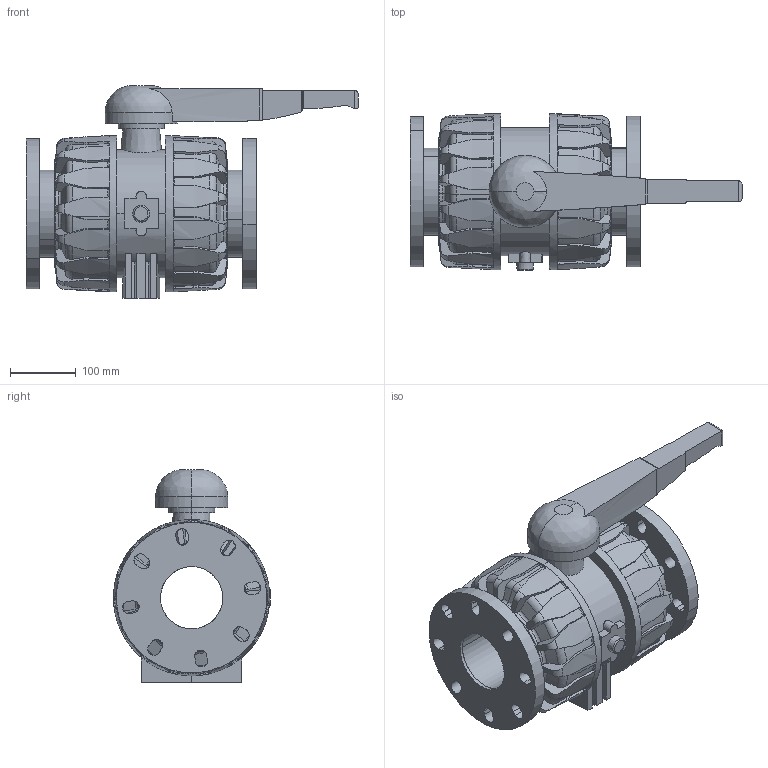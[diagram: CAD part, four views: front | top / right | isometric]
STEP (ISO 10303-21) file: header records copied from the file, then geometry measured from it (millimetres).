
FILE_DESCRIPTION(('STEP AP214'),'1');
FILE_NAME('vkdom110e.stp','2018-03-06T12:22:53',('TraceParts'),('TraceParts S.A.'),'Spatial InterOp 3D',' ',' ');
FILE_SCHEMA(('automotive_design'));
Length unit declared in the file: millimetre
Products named in the file (8): vkdom110e_1; vkdom110e_2; vkdom110e_3; vkdom110e_4; vkdom110e_5; vkdom110e_6; vkdom110e_7; vkdom110e_8
Bounding box: 505.3 x 238.88 x 324 mm (x, y, z)
Volume: 10415347.4 mm3; surface area: 1137950 mm2
Topology: 8 solids, 8 shells, 977 faces, 2703 edges, 1754 vertices
Faces by surface type: plane 339, cylinder 274, torus 182, cone 172, bspline 10
Entity records: 46475 total; most frequent: CARTESIAN_POINT 14360, ORIENTED_EDGE 5406, DIRECTION 4743, EDGE_CURVE 2703, AXIS2_PLACEMENT_3D 1960, VERTEX_POINT 1754, EDGE_LOOP 1035, STYLED_ITEM 985
